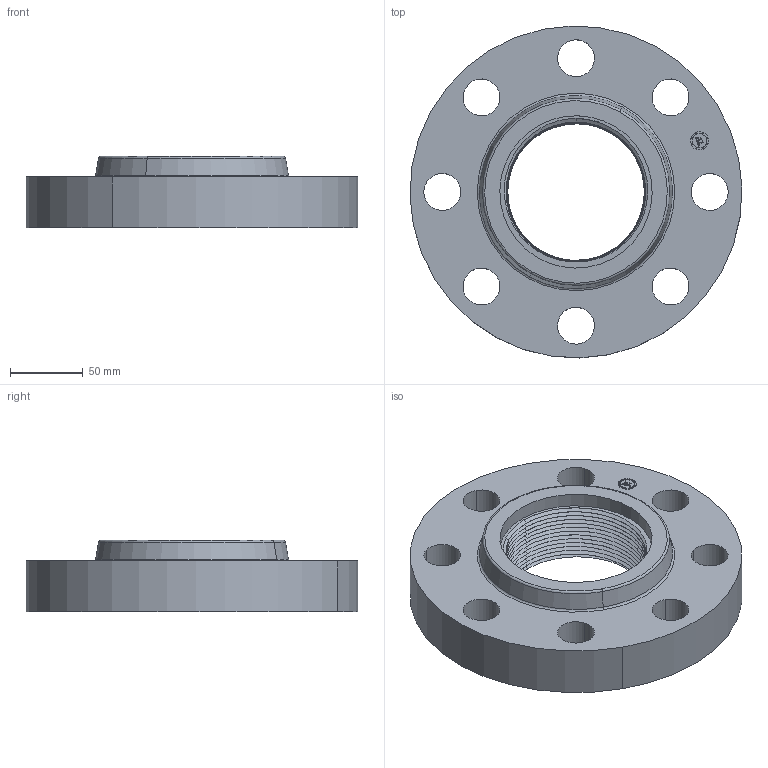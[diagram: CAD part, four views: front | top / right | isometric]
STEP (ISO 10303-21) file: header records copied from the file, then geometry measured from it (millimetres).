
FILE_DESCRIPTION(('3D STEP'),'2;1');
FILE_NAME('3.5-400-THREADED-FF-FLANGE.stp','2013-01-27T12:32:14+00:00',('Texas Flange'),(''),'CATIA Version 5 Release 20 SP 6 (IN-10)','CATIA V5 STEP AP214','800-826-3801');
FILE_SCHEMA(('AUTOMOTIVE_DESIGN { 1 0 10303 214 1 1 1 1 }'));
Length unit declared in the file: inch
Products named in the file (1): 3.5-400-THREADED-FF-FLANGE
Bounding box: 228.54 x 228.54 x 49.28 mm (x, y, z)
Volume: 1108248 mm3; surface area: 137153.6 mm2
Topology: 1 solids, 1 shells, 546 faces, 1471 edges, 946 vertices
Faces by surface type: plane 369, bspline 105, cylinder 40, cone 28, torus 4
Entity records: 21654 total; most frequent: CARTESIAN_POINT 6457, ORIENTED_EDGE 2942, DIRECTION 1943, EDGE_CURVE 1471, VECTOR 1111, LINE 1111, VERTEX_POINT 946, EDGE_LOOP 583
